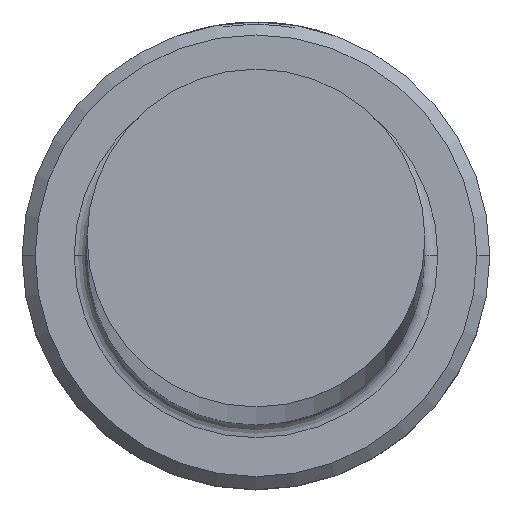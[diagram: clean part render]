
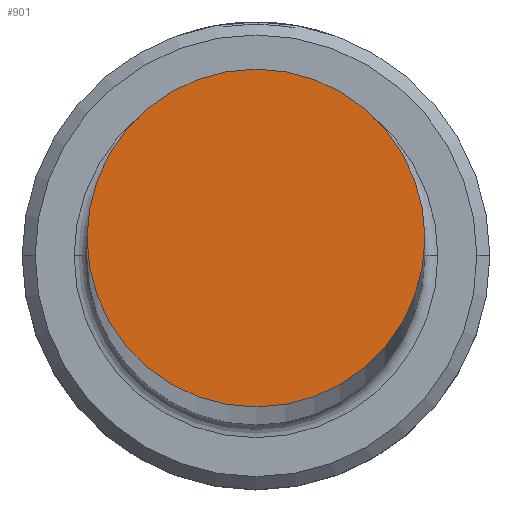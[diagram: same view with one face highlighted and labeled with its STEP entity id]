
A CAD part, top view. The second image highlights one B-rep face of the part: STEP entity #901.
In plain terms, the highlighted planar face has unit normal (0, 0, 1).
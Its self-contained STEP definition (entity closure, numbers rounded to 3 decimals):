
#45 = ORIENTED_EDGE ( 'NONE', *, *, #506, .T. ) ;
#48 = DIRECTION ( 'NONE',  ( 0., 0., 1. ) ) ;
#128 = EDGE_CURVE ( 'NONE', #562, #862, #262, .T. ) ;
#262 = CIRCLE ( 'NONE', #814, 6.5 ) ;
#278 = DIRECTION ( 'NONE',  ( 1., 0., 0. ) ) ;
#393 = CIRCLE ( 'NONE', #1123, 6.5 ) ;
#399 = FACE_OUTER_BOUND ( 'NONE', #1115, .T. ) ;
#411 = ORIENTED_EDGE ( 'NONE', *, *, #128, .T. ) ;
#460 = DIRECTION ( 'NONE',  ( 0., 0., 1. ) ) ;
#506 = EDGE_CURVE ( 'NONE', #862, #562, #393, .T. ) ;
#562 = VERTEX_POINT ( 'NONE', #612 ) ;
#603 = CARTESIAN_POINT ( 'NONE',  ( 0., 0., 400. ) ) ;
#612 = CARTESIAN_POINT ( 'NONE',  ( -6.5, 0., 400. ) ) ;
#623 = CARTESIAN_POINT ( 'NONE',  ( 6.5, 0., 400. ) ) ;
#637 = CARTESIAN_POINT ( 'NONE',  ( 0., 0., 400. ) ) ;
#706 = DIRECTION ( 'NONE',  ( 1., 0., 0. ) ) ;
#814 = AXIS2_PLACEMENT_3D ( 'NONE', #637, #460, #1184 ) ;
#836 = DIRECTION ( 'NONE',  ( 0., 0., 1. ) ) ;
#862 = VERTEX_POINT ( 'NONE', #623 ) ;
#898 = AXIS2_PLACEMENT_3D ( 'NONE', #1007, #836, #278 ) ;
#901 = ADVANCED_FACE ( 'NONE', ( #399 ), #1096, .T. ) ;
#1007 = CARTESIAN_POINT ( 'NONE',  ( 0., 0., 400. ) ) ;
#1096 = PLANE ( 'NONE',  #898 ) ;
#1115 = EDGE_LOOP ( 'NONE', ( #411, #45 ) ) ;
#1123 = AXIS2_PLACEMENT_3D ( 'NONE', #603, #48, #706 ) ;
#1184 = DIRECTION ( 'NONE',  ( 1., 0., 0. ) ) ;
